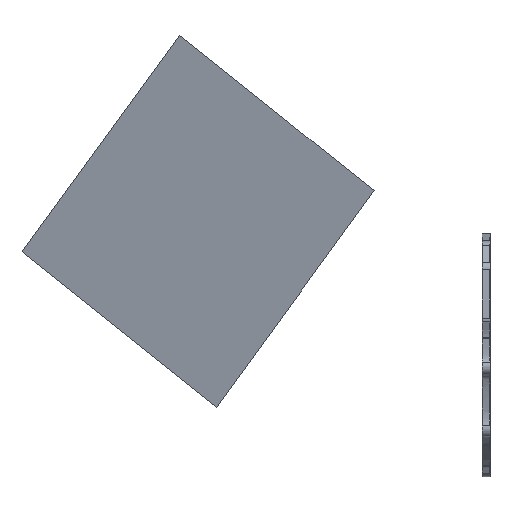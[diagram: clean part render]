
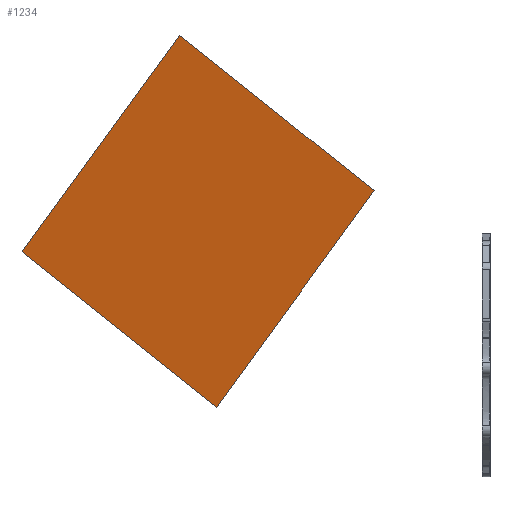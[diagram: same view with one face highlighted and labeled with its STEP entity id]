
A CAD part, front view. The second image highlights one B-rep face of the part: STEP entity #1234.
In plain terms, the highlighted planar face has unit normal (0.31, 0.95, -0.036).
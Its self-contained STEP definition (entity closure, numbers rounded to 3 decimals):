
#162=PLANE('',#1363);
#224=FACE_OUTER_BOUND('',#314,.T.);
#314=EDGE_LOOP('',(#1150,#1151,#1152,#1153));
#382=LINE('',#3322,#453);
#383=LINE('',#3324,#454);
#384=LINE('',#3326,#455);
#385=LINE('',#3327,#456);
#453=VECTOR('',#1663,10.);
#454=VECTOR('',#1664,10.);
#455=VECTOR('',#1665,10.);
#456=VECTOR('',#1666,10.);
#611=VERTEX_POINT('',#3320);
#612=VERTEX_POINT('',#3321);
#613=VERTEX_POINT('',#3323);
#614=VERTEX_POINT('',#3325);
#792=EDGE_CURVE('',#611,#612,#382,.T.);
#793=EDGE_CURVE('',#612,#613,#383,.T.);
#794=EDGE_CURVE('',#613,#614,#384,.T.);
#795=EDGE_CURVE('',#614,#611,#385,.T.);
#1150=ORIENTED_EDGE('',*,*,#792,.T.);
#1151=ORIENTED_EDGE('',*,*,#793,.T.);
#1152=ORIENTED_EDGE('',*,*,#794,.T.);
#1153=ORIENTED_EDGE('',*,*,#795,.T.);
#1234=ADVANCED_FACE('',(#224),#162,.T.);
#1363=AXIS2_PLACEMENT_3D('',#3319,#1661,#1662);
#1661=DIRECTION('center_axis',(0.31,0.95,-0.036));
#1662=DIRECTION('ref_axis',(0.,-0.038,-0.999));
#1663=DIRECTION('',(0.581,-0.159,0.798));
#1664=DIRECTION('',(0.753,-0.269,-0.601));
#1665=DIRECTION('',(-0.581,0.159,-0.798));
#1666=DIRECTION('',(-0.753,0.269,0.601));
#3319=CARTESIAN_POINT('Origin',(-711.196,277.136,158.794));
#3320=CARTESIAN_POINT('',(-711.196,277.136,158.794));
#3321=CARTESIAN_POINT('',(-467.621,210.348,493.657));
#3322=CARTESIAN_POINT('',(-711.196,277.136,158.794));
#3323=CARTESIAN_POINT('',(-166.964,103.005,253.554));
#3324=CARTESIAN_POINT('',(-467.621,210.348,493.657));
#3325=CARTESIAN_POINT('',(-410.539,169.793,-81.31));
#3326=CARTESIAN_POINT('',(-166.964,103.005,253.554));
#3327=CARTESIAN_POINT('',(-410.539,169.793,-81.31));
